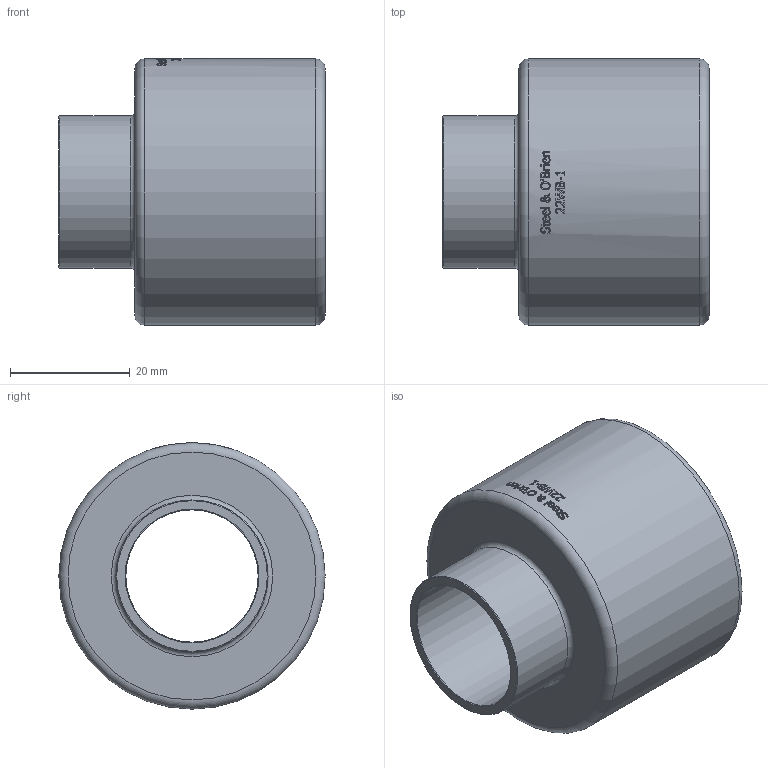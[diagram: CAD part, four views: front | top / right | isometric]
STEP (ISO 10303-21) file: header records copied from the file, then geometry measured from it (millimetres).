
FILE_DESCRIPTION(/* description */ (''),/* implementation_level */ '2;1');
FILE_NAME(/* name */ '22WB-1.stp',/* time_stamp */ '2021-12-07T15:32:25-05:00',/* author */ ('rick'),/* organization */ (''),/* preprocessor_version */ 'ST-DEVELOPER v18.1',/* originating_system */ 'Autodesk Inventor 2020',/* authorisation */ '');
FILE_SCHEMA (('AUTOMOTIVE_DESIGN { 1 0 10303 214 3 1 1 }'));
Length unit declared in the file: inch
Products named in the file (1): 22WB-1
Bounding box: 44.45 x 44.45 x 44.45 mm (x, y, z)
Volume: 32321.7 mm3; surface area: 11946.3 mm2
Topology: 1 solids, 1 shells, 340 faces, 931 edges, 624 vertices
Faces by surface type: bspline 159, plane 133, cylinder 33, cone 10, torus 5
Full cylindrical faces by diameter (mm): 22.098 x1, 25.4 x1, 44.45 x1
Entity records: 16399 total; most frequent: CARTESIAN_POINT 8621, ORIENTED_EDGE 1862, DIRECTION 1150, EDGE_CURVE 931, VERTEX_POINT 624, LINE 406, VECTOR 406, EDGE_LOOP 373
